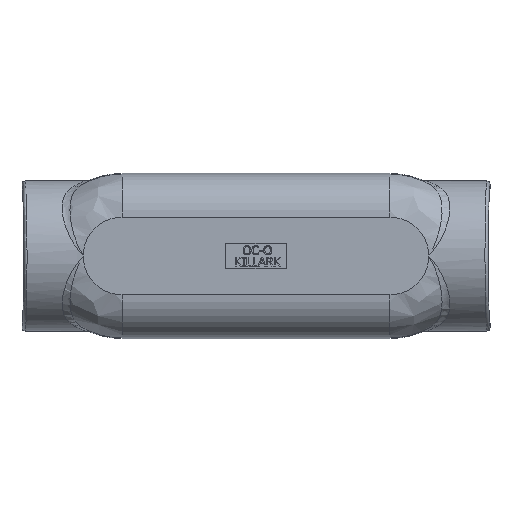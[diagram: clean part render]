
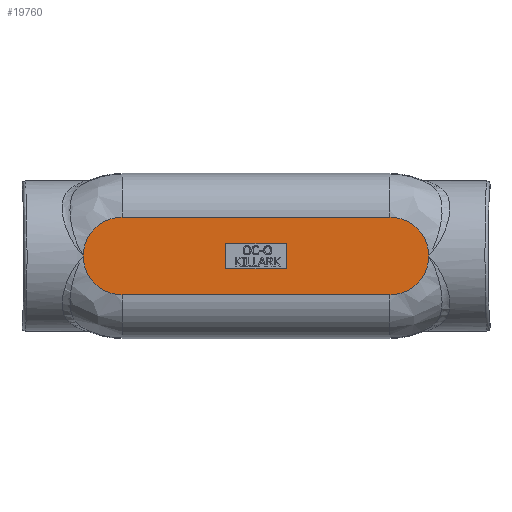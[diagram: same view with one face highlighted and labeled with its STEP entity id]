
A CAD part, front view. The second image highlights one B-rep face of the part: STEP entity #19760.
In plain terms, the highlighted planar face has unit normal (0, -1, 0).
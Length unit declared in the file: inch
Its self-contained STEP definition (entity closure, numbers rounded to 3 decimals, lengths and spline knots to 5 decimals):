
#184=CIRCLE('',#20548,1.35781);
#189=CIRCLE('',#20556,1.35781);
#192=CIRCLE('',#20567,1.35781);
#197=CIRCLE('',#20577,1.35781);
#241=ELLIPSE('',#19891,0.03131,0.03125);
#242=ELLIPSE('',#19895,0.03131,0.03125);
#243=ELLIPSE('',#19897,0.03131,0.03125);
#244=ELLIPSE('',#19900,0.03131,0.03125);
#861=FACE_BOUND('',#3126,.T.);
#1934=FACE_OUTER_BOUND('',#3125,.T.);
#3125=EDGE_LOOP('',(#18073,#18074,#18075,#18076,#18077,#18078));
#3126=EDGE_LOOP('',(#18079,#18080,#18081,#18082,#18083,#18084,#18085,#18086));
#4351=LINE('',#25581,#6117);
#4357=LINE('',#25596,#6123);
#4359=LINE('',#25602,#6125);
#4360=LINE('',#25604,#6126);
#5822=LINE('',#40521,#7588);
#5823=LINE('',#40523,#7589);
#6117=VECTOR('',#21082,0.3937);
#6123=VECTOR('',#21098,0.3937);
#6125=VECTOR('',#21106,0.3937);
#6126=VECTOR('',#21109,0.3937);
#7588=VECTOR('',#23919,0.3937);
#7589=VECTOR('',#23920,0.3937);
#7859=VERTEX_POINT('',#25573);
#7860=VERTEX_POINT('',#25575);
#7861=VERTEX_POINT('',#25580);
#7862=VERTEX_POINT('',#25584);
#7863=VERTEX_POINT('',#25588);
#7864=VERTEX_POINT('',#25590);
#7865=VERTEX_POINT('',#25594);
#7866=VERTEX_POINT('',#25598);
#9322=VERTEX_POINT('',#35710);
#9333=VERTEX_POINT('',#35915);
#9480=VERTEX_POINT('',#39974);
#9486=VERTEX_POINT('',#40446);
#9489=VERTEX_POINT('',#40505);
#9493=VERTEX_POINT('',#40522);
#9888=EDGE_CURVE('',#7859,#7860,#241,.T.);
#9890=EDGE_CURVE('',#7861,#7860,#4351,.T.);
#9892=EDGE_CURVE('',#7861,#7862,#242,.T.);
#9895=EDGE_CURVE('',#7863,#7864,#243,.T.);
#9898=EDGE_CURVE('',#7863,#7865,#4357,.T.);
#9900=EDGE_CURVE('',#7866,#7865,#244,.T.);
#9901=EDGE_CURVE('',#7859,#7864,#4359,.T.);
#9902=EDGE_CURVE('',#7866,#7862,#4360,.T.);
#12337=EDGE_CURVE('',#9480,#9322,#184,.T.);
#12351=EDGE_CURVE('',#9486,#9333,#189,.T.);
#12359=EDGE_CURVE('',#9322,#9489,#192,.T.);
#12366=EDGE_CURVE('',#9489,#9486,#5822,.T.);
#12367=EDGE_CURVE('',#9493,#9480,#5823,.T.);
#12368=EDGE_CURVE('',#9333,#9493,#197,.T.);
#18073=ORIENTED_EDGE('',*,*,#12351,.F.);
#18074=ORIENTED_EDGE('',*,*,#12366,.F.);
#18075=ORIENTED_EDGE('',*,*,#12359,.F.);
#18076=ORIENTED_EDGE('',*,*,#12337,.F.);
#18077=ORIENTED_EDGE('',*,*,#12367,.F.);
#18078=ORIENTED_EDGE('',*,*,#12368,.F.);
#18079=ORIENTED_EDGE('',*,*,#9898,.T.);
#18080=ORIENTED_EDGE('',*,*,#9900,.F.);
#18081=ORIENTED_EDGE('',*,*,#9902,.T.);
#18082=ORIENTED_EDGE('',*,*,#9892,.F.);
#18083=ORIENTED_EDGE('',*,*,#9890,.T.);
#18084=ORIENTED_EDGE('',*,*,#9888,.F.);
#18085=ORIENTED_EDGE('',*,*,#9901,.T.);
#18086=ORIENTED_EDGE('',*,*,#9895,.F.);
#18682=PLANE('',#20576);
#19760=ADVANCED_FACE('',(#1934,#861),#18682,.T.);
#19891=AXIS2_PLACEMENT_3D('',#25576,#21075,#21076);
#19895=AXIS2_PLACEMENT_3D('',#25585,#21086,#21087);
#19897=AXIS2_PLACEMENT_3D('',#25591,#21092,#21093);
#19900=AXIS2_PLACEMENT_3D('',#25600,#21102,#21103);
#20548=AXIS2_PLACEMENT_3D('',#39976,#23855,#23856);
#20556=AXIS2_PLACEMENT_3D('',#40448,#23872,#23873);
#20567=AXIS2_PLACEMENT_3D('',#40506,#23897,#23898);
#20576=AXIS2_PLACEMENT_3D('',#40520,#23917,#23918);
#20577=AXIS2_PLACEMENT_3D('',#40524,#23921,#23922);
#21075=DIRECTION('center_axis',(0.,-1.,0.));
#21076=DIRECTION('ref_axis',(0.707,0.,-0.707));
#21082=DIRECTION('',(0.,0.,-1.));
#21086=DIRECTION('center_axis',(0.,-1.,0.));
#21087=DIRECTION('ref_axis',(0.707,0.,0.707));
#21092=DIRECTION('center_axis',(0.,-1.,0.));
#21093=DIRECTION('ref_axis',(-0.707,0.,-0.707));
#21098=DIRECTION('',(0.,0.,1.));
#21102=DIRECTION('center_axis',(0.,-1.,0.));
#21103=DIRECTION('ref_axis',(-0.707,0.,0.707));
#21106=DIRECTION('',(-1.,0.,0.));
#21109=DIRECTION('',(1.,0.,0.));
#23855=DIRECTION('center_axis',(0.,1.,0.));
#23856=DIRECTION('ref_axis',(-1.,0.,0.));
#23872=DIRECTION('center_axis',(0.,1.,0.));
#23873=DIRECTION('ref_axis',(1.,0.,0.));
#23897=DIRECTION('center_axis',(0.,1.,0.));
#23898=DIRECTION('ref_axis',(-1.,0.,0.));
#23917=DIRECTION('center_axis',(0.,-1.,0.));
#23918=DIRECTION('ref_axis',(0.,0.,-1.));
#23919=DIRECTION('',(1.,0.,0.));
#23920=DIRECTION('',(-1.,0.,0.));
#23921=DIRECTION('center_axis',(0.,1.,0.));
#23922=DIRECTION('ref_axis',(1.,0.,0.));
#25573=CARTESIAN_POINT('',(1.03128,-2.75,-3.25));
#25575=CARTESIAN_POINT('',(1.0625,-2.75,-3.21878));
#25576=CARTESIAN_POINT('Origin',(1.03122,-2.75,-3.21872));
#25580=CARTESIAN_POINT('',(1.0625,-2.75,-2.40622));
#25581=CARTESIAN_POINT('',(1.0625,-2.75,-1.625));
#25584=CARTESIAN_POINT('',(1.03128,-2.75,-2.375));
#25585=CARTESIAN_POINT('Origin',(1.03122,-2.75,-2.40628));
#25588=CARTESIAN_POINT('',(-1.0625,-2.75,-3.21878));
#25590=CARTESIAN_POINT('',(-1.03128,-2.75,-3.25));
#25591=CARTESIAN_POINT('Origin',(-1.03122,-2.75,-3.21872));
#25594=CARTESIAN_POINT('',(-1.0625,-2.75,-2.40622));
#25596=CARTESIAN_POINT('',(-1.0625,-2.75,-1.1875));
#25598=CARTESIAN_POINT('',(-1.03128,-2.75,-2.375));
#25600=CARTESIAN_POINT('Origin',(-1.03122,-2.75,-2.40628));
#25602=CARTESIAN_POINT('',(-4.28125,-2.75,-3.25));
#25604=CARTESIAN_POINT('',(-3.21875,-2.75,-2.375));
#35710=CARTESIAN_POINT('',(-6.04531,-2.75,-2.8125));
#35915=CARTESIAN_POINT('',(6.04531,-2.75,-2.8125));
#39974=CARTESIAN_POINT('',(-4.6875,-2.75,-4.17031));
#39976=CARTESIAN_POINT('Origin',(-4.6875,-2.75,-2.8125));
#40446=CARTESIAN_POINT('',(4.6875,-2.75,-1.45469));
#40448=CARTESIAN_POINT('Origin',(4.6875,-2.75,-2.8125));
#40505=CARTESIAN_POINT('',(-4.6875,-2.75,-1.45469));
#40506=CARTESIAN_POINT('Origin',(-4.6875,-2.75,-2.8125));
#40520=CARTESIAN_POINT('Origin',(-7.5,-2.75,0.));
#40521=CARTESIAN_POINT('',(-3.75,-2.75,-1.45469));
#40522=CARTESIAN_POINT('',(4.6875,-2.75,-4.17031));
#40523=CARTESIAN_POINT('',(-3.75,-2.75,-4.17031));
#40524=CARTESIAN_POINT('Origin',(4.6875,-2.75,-2.8125));
